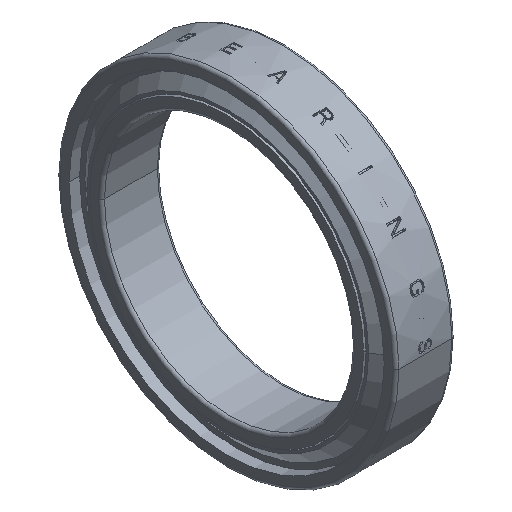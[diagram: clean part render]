
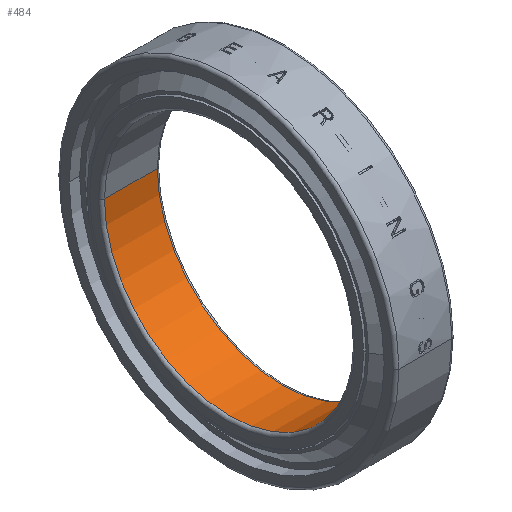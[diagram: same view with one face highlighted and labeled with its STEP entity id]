
A CAD part, isometric view. The second image highlights one B-rep face of the part: STEP entity #484.
In plain terms, the highlighted cylindrical face has radius 8.496 mm (diameter 16.993 mm), a partial arc.
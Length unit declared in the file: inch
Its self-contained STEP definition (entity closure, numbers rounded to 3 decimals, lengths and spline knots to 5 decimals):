
#225=CARTESIAN_POINT('',(0.07065,0.,0.));
#226=DIRECTION('',(-1.,0.,0.));
#227=DIRECTION('',(0.,1.,0.));
#228=AXIS2_PLACEMENT_3D('',#225,#226,#227);
#240=DIRECTION('',(1.,0.,0.));
#241=VECTOR('',#240,0.1413);
#242=CARTESIAN_POINT('',(-0.07065,0.3345,0.));
#243=LINE('',#242,#241);
#244=DIRECTION('',(1.,0.,0.));
#245=VECTOR('',#244,0.1413);
#246=CARTESIAN_POINT('',(-0.07065,-0.3345,0.));
#247=LINE('',#246,#245);
#248=CARTESIAN_POINT('',(-0.07065,0.,0.));
#249=DIRECTION('',(-1.,0.,0.));
#250=DIRECTION('',(0.,1.,0.));
#251=AXIS2_PLACEMENT_3D('',#248,#249,#250);
#253=CARTESIAN_POINT('',(-0.07065,0.3345,0.));
#254=CARTESIAN_POINT('',(0.07065,0.3345,0.));
#255=VERTEX_POINT('',#253);
#256=VERTEX_POINT('',#254);
#269=CARTESIAN_POINT('',(-0.07065,-0.3345,0.));
#270=CARTESIAN_POINT('',(0.07065,-0.3345,0.));
#271=VERTEX_POINT('',#269);
#272=VERTEX_POINT('',#270);
#473=CARTESIAN_POINT('',(-0.08635,0.,0.));
#474=DIRECTION('',(1.,0.,0.));
#475=DIRECTION('',(0.,-1.,0.));
#476=AXIS2_PLACEMENT_3D('',#473,#474,#475);
#477=CYLINDRICAL_SURFACE('',#476,0.3345);
#478=ORIENTED_EDGE('',*,*,#464,.T.);
#479=ORIENTED_EDGE('',*,*,#441,.T.);
#480=ORIENTED_EDGE('',*,*,#467,.F.);
#481=ORIENTED_EDGE('',*,*,#292,.F.);
#482=EDGE_LOOP('',(#478,#479,#480,#481));
#483=FACE_OUTER_BOUND('',#482,.F.);
#229=CIRCLE('',#228,0.3345);
#252=CIRCLE('',#251,0.3345);
#292=EDGE_CURVE('',#255,#271,#252,.T.);
#441=EDGE_CURVE('',#256,#272,#229,.T.);
#464=EDGE_CURVE('',#255,#256,#243,.T.);
#467=EDGE_CURVE('',#271,#272,#247,.T.);
#484=ADVANCED_FACE('',(#483),#477,.F.);
